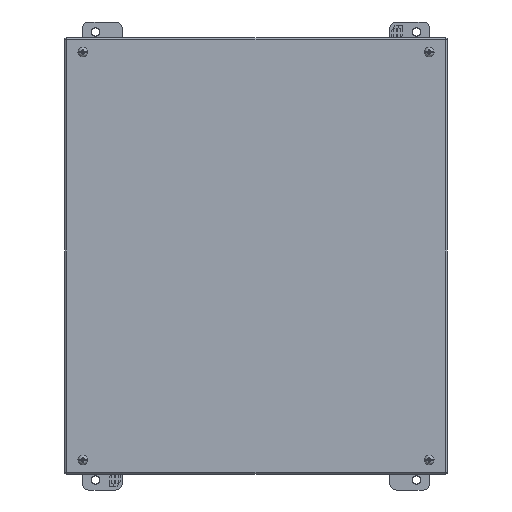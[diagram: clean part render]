
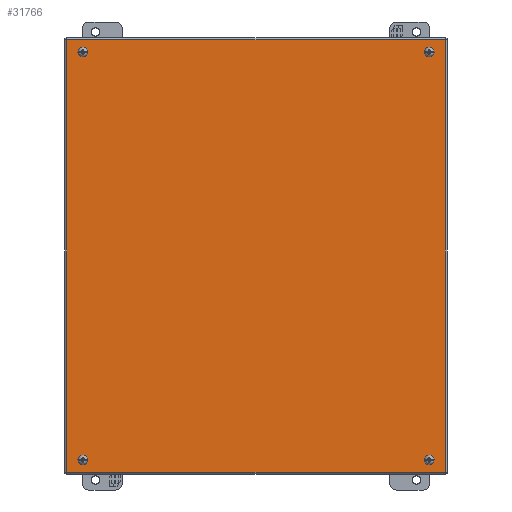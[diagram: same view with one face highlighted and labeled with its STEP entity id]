
A CAD part, front view. The second image highlights one B-rep face of the part: STEP entity #31766.
In plain terms, the highlighted planar face has unit normal (0, -1, 0).
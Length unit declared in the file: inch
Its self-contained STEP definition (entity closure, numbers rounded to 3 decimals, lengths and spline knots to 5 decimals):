
#318 = AXIS2_PLACEMENT_3D ( 'NONE', #25772, #15209, #25614 ) ;
#1168 = VERTEX_POINT ( 'NONE', #9953 ) ;
#1424 = DIRECTION ( 'NONE',  ( 0., 0., -1. ) ) ;
#2301 = EDGE_LOOP ( 'NONE', ( #27852 ) ) ;
#2538 = DIRECTION ( 'NONE',  ( 0., 0., 1. ) ) ;
#2756 = VECTOR ( 'NONE', #20611, 39.37008 ) ;
#3461 = VERTEX_POINT ( 'NONE', #16846 ) ;
#4047 = CARTESIAN_POINT ( 'NONE',  ( -7.07725, -6.17205, 8.07724 ) ) ;
#4498 = CARTESIAN_POINT ( 'NONE',  ( -7.07725, -6.17205, -8.07726 ) ) ;
#4582 = VERTEX_POINT ( 'NONE', #19047 ) ;
#4616 = ORIENTED_EDGE ( 'NONE', *, *, #16413, .T. ) ;
#5489 = CARTESIAN_POINT ( 'NONE',  ( -7.07725, -6.17205, -8.07726 ) ) ;
#5491 = EDGE_CURVE ( 'NONE', #11911, #11911, #15059, .T. ) ;
#6481 = LINE ( 'NONE', #4047, #27669 ) ;
#7427 = EDGE_CURVE ( 'NONE', #4582, #4582, #20377, .T. ) ;
#8120 = DIRECTION ( 'NONE',  ( 0., 0., -1. ) ) ;
#9000 = EDGE_LOOP ( 'NONE', ( #14835 ) ) ;
#9269 = ORIENTED_EDGE ( 'NONE', *, *, #5491, .F. ) ;
#9953 = CARTESIAN_POINT ( 'NONE',  ( -7.07725, -6.17205, 8.07724 ) ) ;
#10010 = VECTOR ( 'NONE', #2538, 39.37008 ) ;
#10234 = AXIS2_PLACEMENT_3D ( 'NONE', #23385, #18631, #1424 ) ;
#11911 = VERTEX_POINT ( 'NONE', #12060 ) ;
#11938 = DIRECTION ( 'NONE',  ( 0., 0., -1. ) ) ;
#12060 = CARTESIAN_POINT ( 'NONE',  ( -6.48, -6.17205, 7.501 ) ) ;
#12918 = FACE_BOUND ( 'NONE', #16076, .T. ) ;
#13079 = FACE_OUTER_BOUND ( 'NONE', #14502, .T. ) ;
#13157 = CARTESIAN_POINT ( 'NONE',  ( -6.48, -6.17205, -7.751 ) ) ;
#13868 = DIRECTION ( 'NONE',  ( 0., -1., 0. ) ) ;
#13903 = ORIENTED_EDGE ( 'NONE', *, *, #31790, .F. ) ;
#13954 = DIRECTION ( 'NONE',  ( -1., 0., 0. ) ) ;
#14112 = VERTEX_POINT ( 'NONE', #28689 ) ;
#14341 = CIRCLE ( 'NONE', #318, 0.125 ) ;
#14502 = EDGE_LOOP ( 'NONE', ( #29140, #31468, #4616, #23684 ) ) ;
#14835 = ORIENTED_EDGE ( 'NONE', *, *, #7427, .F. ) ;
#14888 = CARTESIAN_POINT ( 'NONE',  ( 7.07728, -6.17205, 8.07724 ) ) ;
#15059 = CIRCLE ( 'NONE', #16102, 0.125 ) ;
#15209 = DIRECTION ( 'NONE',  ( 0., -1., 0. ) ) ;
#15696 = CARTESIAN_POINT ( 'NONE',  ( -7.07725, -6.17205, 8.07724 ) ) ;
#15752 = EDGE_CURVE ( 'NONE', #17422, #17422, #22679, .T. ) ;
#15947 = CARTESIAN_POINT ( 'NONE',  ( -7.07725, -6.17205, 8.07724 ) ) ;
#16076 = EDGE_LOOP ( 'NONE', ( #9269 ) ) ;
#16102 = AXIS2_PLACEMENT_3D ( 'NONE', #27509, #22298, #29788 ) ;
#16413 = EDGE_CURVE ( 'NONE', #1168, #25749, #18199, .T. ) ;
#16423 = VERTEX_POINT ( 'NONE', #13157 ) ;
#16846 = CARTESIAN_POINT ( 'NONE',  ( 7.07728, -6.17205, 8.07724 ) ) ;
#17422 = VERTEX_POINT ( 'NONE', #17717 ) ;
#17717 = CARTESIAN_POINT ( 'NONE',  ( 6.48, -6.17205, 7.501 ) ) ;
#17957 = PLANE ( 'NONE',  #17976 ) ;
#17976 = AXIS2_PLACEMENT_3D ( 'NONE', #15696, #22840, #27571 ) ;
#18199 = LINE ( 'NONE', #15947, #23802 ) ;
#18631 = DIRECTION ( 'NONE',  ( 0., -1., 0. ) ) ;
#18832 = AXIS2_PLACEMENT_3D ( 'NONE', #23965, #13868, #11938 ) ;
#19009 = EDGE_CURVE ( 'NONE', #14112, #3461, #24218, .T. ) ;
#19047 = CARTESIAN_POINT ( 'NONE',  ( 6.48, -6.17205, -7.751 ) ) ;
#19065 = EDGE_CURVE ( 'NONE', #3461, #1168, #6481, .T. ) ;
#19344 = EDGE_CURVE ( 'NONE', #25749, #14112, #25350, .T. ) ;
#20216 = FACE_BOUND ( 'NONE', #2301, .T. ) ;
#20377 = CIRCLE ( 'NONE', #18832, 0.125 ) ;
#20611 = DIRECTION ( 'NONE',  ( 1., 0., 0. ) ) ;
#22298 = DIRECTION ( 'NONE',  ( 0., -1., 0. ) ) ;
#22679 = CIRCLE ( 'NONE', #10234, 0.125 ) ;
#22840 = DIRECTION ( 'NONE',  ( 0., 1., 0. ) ) ;
#23011 = FACE_BOUND ( 'NONE', #23669, .T. ) ;
#23385 = CARTESIAN_POINT ( 'NONE',  ( 6.48, -6.17205, 7.626 ) ) ;
#23669 = EDGE_LOOP ( 'NONE', ( #13903 ) ) ;
#23684 = ORIENTED_EDGE ( 'NONE', *, *, #19344, .T. ) ;
#23802 = VECTOR ( 'NONE', #8120, 39.37008 ) ;
#23965 = CARTESIAN_POINT ( 'NONE',  ( 6.48, -6.17205, -7.626 ) ) ;
#24218 = LINE ( 'NONE', #14888, #10010 ) ;
#25350 = LINE ( 'NONE', #5489, #2756 ) ;
#25614 = DIRECTION ( 'NONE',  ( 0., 0., -1. ) ) ;
#25749 = VERTEX_POINT ( 'NONE', #4498 ) ;
#25772 = CARTESIAN_POINT ( 'NONE',  ( -6.48, -6.17205, -7.626 ) ) ;
#27509 = CARTESIAN_POINT ( 'NONE',  ( -6.48, -6.17205, 7.626 ) ) ;
#27571 = DIRECTION ( 'NONE',  ( 0., 0., 1. ) ) ;
#27669 = VECTOR ( 'NONE', #13954, 39.37008 ) ;
#27852 = ORIENTED_EDGE ( 'NONE', *, *, #15752, .F. ) ;
#28204 = FACE_BOUND ( 'NONE', #9000, .T. ) ;
#28689 = CARTESIAN_POINT ( 'NONE',  ( 7.07728, -6.17205, -8.07726 ) ) ;
#29140 = ORIENTED_EDGE ( 'NONE', *, *, #19009, .T. ) ;
#29788 = DIRECTION ( 'NONE',  ( 0., 0., -1. ) ) ;
#31468 = ORIENTED_EDGE ( 'NONE', *, *, #19065, .T. ) ;
#31766 = ADVANCED_FACE ( 'NONE', ( #12918, #20216, #28204, #23011, #13079 ), #17957, .F. ) ;
#31790 = EDGE_CURVE ( 'NONE', #16423, #16423, #14341, .T. ) ;
